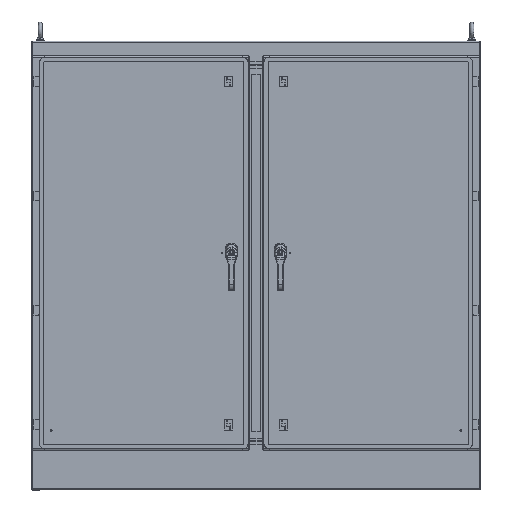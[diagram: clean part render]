
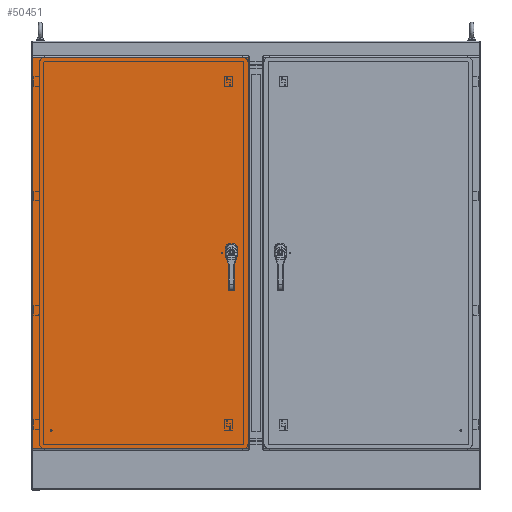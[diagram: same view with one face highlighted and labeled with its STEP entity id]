
A CAD part, top view. The second image highlights one B-rep face of the part: STEP entity #50451.
In plain terms, the highlighted planar face has unit normal (0, 0, 1).
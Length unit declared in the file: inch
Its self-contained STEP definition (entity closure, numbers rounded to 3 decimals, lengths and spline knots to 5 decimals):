
#216 = CARTESIAN_POINT ( 'NONE',  ( 32.521, 37.74588, 25.34925 ) ) ;
#993 = DIRECTION ( 'NONE',  ( 0., -1., 0. ) ) ;
#1605 = CARTESIAN_POINT ( 'NONE',  ( 32.521, 38.17112, 25.34925 ) ) ;
#3261 = DIRECTION ( 'NONE',  ( 0., 0., -1. ) ) ;
#5091 = EDGE_CURVE ( 'NONE', #77599, #67549, #59554, .T. ) ;
#5960 = CARTESIAN_POINT ( 'NONE',  ( 31.9805, 36.5815, 25.34925 ) ) ;
#6069 = VERTEX_POINT ( 'NONE', #107447 ) ;
#6123 = CARTESIAN_POINT ( 'NONE',  ( 0.19375, 37.9585, 25.34925 ) ) ;
#7756 = EDGE_LOOP ( 'NONE', ( #85134 ) ) ;
#7769 = EDGE_CURVE ( 'NONE', #6069, #120174, #55488, .T. ) ;
#8306 = VECTOR ( 'NONE', #110910, 39.37008 ) ;
#8501 = EDGE_CURVE ( 'NONE', #14607, #15412, #28240, .T. ) ;
#8769 = CARTESIAN_POINT ( 'NONE',  ( 34.79825, 37.9585, 25.34925 ) ) ;
#11511 = VECTOR ( 'NONE', #104848, 39.37008 ) ;
#12872 = EDGE_CURVE ( 'NONE', #60567, #138136, #133599, .T. ) ;
#13537 = CIRCLE ( 'NONE', #117019, 0.1405 ) ;
#14175 = DIRECTION ( 'NONE',  ( 0., 0., -1. ) ) ;
#14387 = CARTESIAN_POINT ( 'NONE',  ( 17.496, 69.44825, 25.34925 ) ) ;
#14498 = VERTEX_POINT ( 'NONE', #5960 ) ;
#14607 = VERTEX_POINT ( 'NONE', #66307 ) ;
#15412 = VERTEX_POINT ( 'NONE', #42730 ) ;
#19726 = ORIENTED_EDGE ( 'NONE', *, *, #102551, .T. ) ;
#21257 = CARTESIAN_POINT ( 'NONE',  ( 32.121, 38.8435, 25.34925 ) ) ;
#23152 = LINE ( 'NONE', #29719, #102737 ) ;
#25524 = DIRECTION ( 'NONE',  ( -1., 0., 0. ) ) ;
#26071 = ORIENTED_EDGE ( 'NONE', *, *, #99760, .T. ) ;
#26361 = CIRCLE ( 'NONE', #91329, 0.453 ) ;
#26389 = CARTESIAN_POINT ( 'NONE',  ( 17.496, 37.9585, 25.34925 ) ) ;
#26735 = EDGE_CURVE ( 'NONE', #15412, #136528, #131649, .T. ) ;
#28200 = CARTESIAN_POINT ( 'NONE',  ( 31.9805, 37.0735, 25.34925 ) ) ;
#28240 = CIRCLE ( 'NONE', #56631, 0.453 ) ;
#29162 = DIRECTION ( 'NONE',  ( 0., 0., -1. ) ) ;
#29719 = CARTESIAN_POINT ( 'NONE',  ( 32.33362, 37.5585, 25.34925 ) ) ;
#31984 = EDGE_CURVE ( 'NONE', #131650, #131650, #13537, .T. ) ;
#32140 = CIRCLE ( 'NONE', #102942, 0.453 ) ;
#32196 = AXIS2_PLACEMENT_3D ( 'NONE', #26389, #35862, #37306 ) ;
#35545 = CARTESIAN_POINT ( 'NONE',  ( 0.19375, 6.46875, 25.34925 ) ) ;
#35862 = DIRECTION ( 'NONE',  ( 0., 0., 1. ) ) ;
#36374 = CARTESIAN_POINT ( 'NONE',  ( 31.721, 37.74588, 25.34925 ) ) ;
#37306 = DIRECTION ( 'NONE',  ( 1., 0., 0. ) ) ;
#37710 = EDGE_CURVE ( 'NONE', #120174, #60567, #45480, .T. ) ;
#37803 = DIRECTION ( 'NONE',  ( 0., 0., -1. ) ) ;
#38651 = DIRECTION ( 'NONE',  ( -1., 0., 0. ) ) ;
#41082 = VERTEX_POINT ( 'NONE', #58405 ) ;
#41670 = EDGE_CURVE ( 'NONE', #120989, #14607, #73423, .T. ) ;
#42730 = CARTESIAN_POINT ( 'NONE',  ( 31.90838, 38.3585, 25.34925 ) ) ;
#43326 = EDGE_LOOP ( 'NONE', ( #80594, #120676, #64449, #59422 ) ) ;
#43460 = CARTESIAN_POINT ( 'NONE',  ( 17.496, 6.46875, 25.34925 ) ) ;
#45140 = CARTESIAN_POINT ( 'NONE',  ( 32.33362, 37.5585, 25.34925 ) ) ;
#45480 = LINE ( 'NONE', #14387, #8306 ) ;
#45700 = ORIENTED_EDGE ( 'NONE', *, *, #80688, .T. ) ;
#45891 = CARTESIAN_POINT ( 'NONE',  ( 32.121, 37.9585, 25.34925 ) ) ;
#46797 = VECTOR ( 'NONE', #119917, 39.37008 ) ;
#47304 = DIRECTION ( 'NONE',  ( -1., 0., 0. ) ) ;
#47451 = CARTESIAN_POINT ( 'NONE',  ( 31.721, 37.74588, 25.34925 ) ) ;
#48475 = CARTESIAN_POINT ( 'NONE',  ( 34.79825, 69.44825, 25.34925 ) ) ;
#50045 = CARTESIAN_POINT ( 'NONE',  ( 32.33362, 38.3585, 25.34925 ) ) ;
#50451 = ADVANCED_FACE ( 'NONE', ( #75609, #136807, #99361, #114635, #52078 ), #122993, .T. ) ;
#50996 = EDGE_LOOP ( 'NONE', ( #61457, #19726, #91040, #118500, #97497, #133339, #45700, #26071 ) ) ;
#52078 = FACE_OUTER_BOUND ( 'NONE', #43326, .T. ) ;
#55488 = LINE ( 'NONE', #8769, #11511 ) ;
#56460 = VECTOR ( 'NONE', #993, 39.37008 ) ;
#56631 = AXIS2_PLACEMENT_3D ( 'NONE', #102614, #37803, #47304 ) ;
#57217 = VECTOR ( 'NONE', #71893, 39.37008 ) ;
#58405 = CARTESIAN_POINT ( 'NONE',  ( 32.521, 38.17112, 25.34925 ) ) ;
#59422 = ORIENTED_EDGE ( 'NONE', *, *, #125217, .T. ) ;
#59554 = CIRCLE ( 'NONE', #98150, 0.453 ) ;
#59917 = CARTESIAN_POINT ( 'NONE',  ( 32.121, 37.9585, 25.34925 ) ) ;
#60567 = VERTEX_POINT ( 'NONE', #84876 ) ;
#61182 = VERTEX_POINT ( 'NONE', #78436 ) ;
#61457 = ORIENTED_EDGE ( 'NONE', *, *, #5091, .T. ) ;
#63999 = AXIS2_PLACEMENT_3D ( 'NONE', #119960, #108134, #76360 ) ;
#64449 = ORIENTED_EDGE ( 'NONE', *, *, #12872, .T. ) ;
#66307 = CARTESIAN_POINT ( 'NONE',  ( 31.721, 38.17112, 25.34925 ) ) ;
#67549 = VERTEX_POINT ( 'NONE', #45140 ) ;
#68472 = CIRCLE ( 'NONE', #109181, 0.1405 ) ;
#68511 = DIRECTION ( 'NONE',  ( 0., 1., 0. ) ) ;
#71893 = DIRECTION ( 'NONE',  ( 0., -1., 0. ) ) ;
#73423 = LINE ( 'NONE', #36374, #102053 ) ;
#75609 = FACE_BOUND ( 'NONE', #50996, .T. ) ;
#75610 = DIRECTION ( 'NONE',  ( 0., 0., -1. ) ) ;
#76360 = DIRECTION ( 'NONE',  ( -1., 0., 0. ) ) ;
#77199 = EDGE_LOOP ( 'NONE', ( #99744 ) ) ;
#77599 = VERTEX_POINT ( 'NONE', #216 ) ;
#77967 = VECTOR ( 'NONE', #130209, 39.37008 ) ;
#78436 = CARTESIAN_POINT ( 'NONE',  ( 31.90838, 37.5585, 25.34925 ) ) ;
#78440 = DIRECTION ( 'NONE',  ( -1., 0., 0. ) ) ;
#79203 = EDGE_CURVE ( 'NONE', #14498, #14498, #138557, .T. ) ;
#80594 = ORIENTED_EDGE ( 'NONE', *, *, #7769, .T. ) ;
#80688 = EDGE_CURVE ( 'NONE', #136528, #41082, #26361, .T. ) ;
#84876 = CARTESIAN_POINT ( 'NONE',  ( 0.19375, 69.44825, 25.34925 ) ) ;
#85134 = ORIENTED_EDGE ( 'NONE', *, *, #87401, .T. ) ;
#87401 = EDGE_CURVE ( 'NONE', #112553, #112553, #68472, .T. ) ;
#88879 = CARTESIAN_POINT ( 'NONE',  ( 31.9805, 38.8435, 25.34925 ) ) ;
#91040 = ORIENTED_EDGE ( 'NONE', *, *, #140465, .T. ) ;
#91329 = AXIS2_PLACEMENT_3D ( 'NONE', #111131, #3261, #78440 ) ;
#94252 = DIRECTION ( 'NONE',  ( -1., 0., 0. ) ) ;
#95937 = DIRECTION ( 'NONE',  ( -1., 0., 0. ) ) ;
#97410 = DIRECTION ( 'NONE',  ( -1., 0., 0. ) ) ;
#97497 = ORIENTED_EDGE ( 'NONE', *, *, #8501, .T. ) ;
#98124 = CARTESIAN_POINT ( 'NONE',  ( 31.90838, 38.3585, 25.34925 ) ) ;
#98150 = AXIS2_PLACEMENT_3D ( 'NONE', #45891, #14175, #25524 ) ;
#99361 = FACE_BOUND ( 'NONE', #122768, .T. ) ;
#99744 = ORIENTED_EDGE ( 'NONE', *, *, #79203, .T. ) ;
#99760 = EDGE_CURVE ( 'NONE', #41082, #77599, #115892, .T. ) ;
#100027 = LINE ( 'NONE', #43460, #77967 ) ;
#102053 = VECTOR ( 'NONE', #68511, 39.37008 ) ;
#102551 = EDGE_CURVE ( 'NONE', #67549, #61182, #23152, .T. ) ;
#102614 = CARTESIAN_POINT ( 'NONE',  ( 32.121, 37.9585, 25.34925 ) ) ;
#102737 = VECTOR ( 'NONE', #95937, 39.37008 ) ;
#102942 = AXIS2_PLACEMENT_3D ( 'NONE', #59917, #29162, #38651 ) ;
#103218 = CARTESIAN_POINT ( 'NONE',  ( 32.121, 37.0735, 25.34925 ) ) ;
#104848 = DIRECTION ( 'NONE',  ( 0., 1., 0. ) ) ;
#107447 = CARTESIAN_POINT ( 'NONE',  ( 34.79825, 6.46875, 25.34925 ) ) ;
#108134 = DIRECTION ( 'NONE',  ( 0., 0., -1. ) ) ;
#109181 = AXIS2_PLACEMENT_3D ( 'NONE', #103218, #127011, #94252 ) ;
#110910 = DIRECTION ( 'NONE',  ( -1., 0., 0. ) ) ;
#111131 = CARTESIAN_POINT ( 'NONE',  ( 32.121, 37.9585, 25.34925 ) ) ;
#112553 = VERTEX_POINT ( 'NONE', #28200 ) ;
#114635 = FACE_BOUND ( 'NONE', #77199, .T. ) ;
#115892 = LINE ( 'NONE', #1605, #56460 ) ;
#117019 = AXIS2_PLACEMENT_3D ( 'NONE', #21257, #75610, #97410 ) ;
#118500 = ORIENTED_EDGE ( 'NONE', *, *, #41670, .T. ) ;
#119917 = DIRECTION ( 'NONE',  ( 1., 0., 0. ) ) ;
#119960 = CARTESIAN_POINT ( 'NONE',  ( 32.121, 36.5815, 25.34925 ) ) ;
#120174 = VERTEX_POINT ( 'NONE', #48475 ) ;
#120676 = ORIENTED_EDGE ( 'NONE', *, *, #37710, .T. ) ;
#120989 = VERTEX_POINT ( 'NONE', #47451 ) ;
#122768 = EDGE_LOOP ( 'NONE', ( #129525 ) ) ;
#122993 = PLANE ( 'NONE',  #32196 ) ;
#125217 = EDGE_CURVE ( 'NONE', #138136, #6069, #100027, .T. ) ;
#127011 = DIRECTION ( 'NONE',  ( 0., 0., -1. ) ) ;
#129525 = ORIENTED_EDGE ( 'NONE', *, *, #31984, .T. ) ;
#130209 = DIRECTION ( 'NONE',  ( 1., 0., 0. ) ) ;
#131649 = LINE ( 'NONE', #98124, #46797 ) ;
#131650 = VERTEX_POINT ( 'NONE', #88879 ) ;
#133339 = ORIENTED_EDGE ( 'NONE', *, *, #26735, .T. ) ;
#133599 = LINE ( 'NONE', #6123, #57217 ) ;
#136528 = VERTEX_POINT ( 'NONE', #50045 ) ;
#136807 = FACE_BOUND ( 'NONE', #7756, .T. ) ;
#138136 = VERTEX_POINT ( 'NONE', #35545 ) ;
#138557 = CIRCLE ( 'NONE', #63999, 0.1405 ) ;
#140465 = EDGE_CURVE ( 'NONE', #61182, #120989, #32140, .T. ) ;
